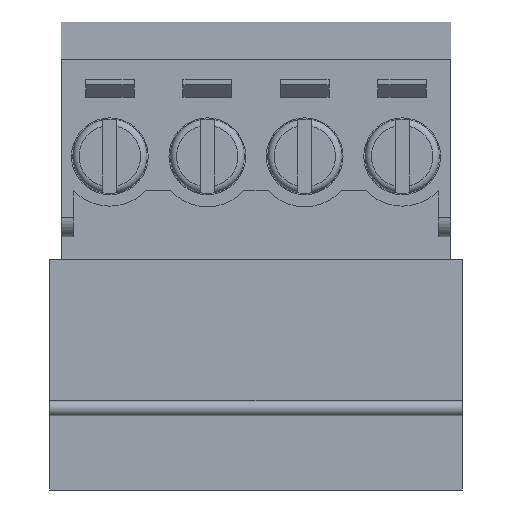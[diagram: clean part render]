
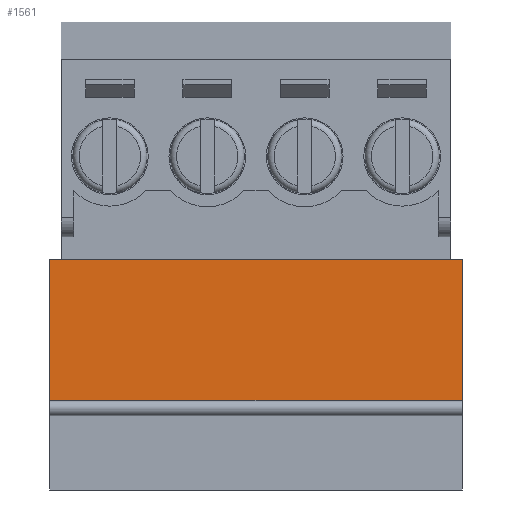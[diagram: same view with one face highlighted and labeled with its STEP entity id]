
A CAD part, front view. The second image highlights one B-rep face of the part: STEP entity #1561.
In plain terms, the highlighted planar face has unit normal (0, -1, 0).
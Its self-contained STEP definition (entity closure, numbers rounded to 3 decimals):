
#1561 = ADVANCED_FACE( '', ( #3155 ), #3156, .F. );
#3155 = FACE_OUTER_BOUND( '', #4771, .T. );
#3156 = PLANE( '', #4772 );
#4771 = EDGE_LOOP( '', ( #9049, #9050, #9051, #9052 ) );
#4772 = AXIS2_PLACEMENT_3D( '', #9053, #9054, #9055 );
#9049 = ORIENTED_EDGE( '', *, *, #10804, .T. );
#9050 = ORIENTED_EDGE( '', *, *, #11391, .T. );
#9051 = ORIENTED_EDGE( '', *, *, #10570, .F. );
#9052 = ORIENTED_EDGE( '', *, *, #10766, .T. );
#9053 = CARTESIAN_POINT( '', ( 8.06, -4.1, -1.3 ) );
#9054 = DIRECTION( '', ( 0., 1., 0. ) );
#9055 = DIRECTION( '', ( 0., 0., 1. ) );
#10570 = EDGE_CURVE( '', #13005, #13006, #13007, .T. );
#10766 = EDGE_CURVE( '', #13005, #13300, #13302, .T. );
#10804 = EDGE_CURVE( '', #13300, #13355, #13357, .T. );
#11391 = EDGE_CURVE( '', #13355, #13006, #14139, .T. );
#13005 = VERTEX_POINT( '', #16410 );
#13006 = VERTEX_POINT( '', #16411 );
#13007 = LINE( '', #16412, #16413 );
#13300 = VERTEX_POINT( '', #16845 );
#13302 = LINE( '', #16848, #16849 );
#13355 = VERTEX_POINT( '', #16926 );
#13357 = LINE( '', #16928, #16929 );
#14139 = LINE( '', #18091, #18092 );
#16410 = CARTESIAN_POINT( '', ( 8.06, -4.1, -1.3 ) );
#16411 = CARTESIAN_POINT( '', ( 8.06, -4.1, -6.8 ) );
#16412 = CARTESIAN_POINT( '', ( 8.06, -4.1, -1.3 ) );
#16413 = VECTOR( '', #19160, 1000. );
#16845 = CARTESIAN_POINT( '', ( -8.06, -4.1, -1.3 ) );
#16848 = CARTESIAN_POINT( '', ( 8.06, -4.1, -1.3 ) );
#16849 = VECTOR( '', #19346, 1000. );
#16926 = CARTESIAN_POINT( '', ( -8.06, -4.1, -6.8 ) );
#16928 = CARTESIAN_POINT( '', ( -8.06, -4.1, -1.3 ) );
#16929 = VECTOR( '', #19383, 1000. );
#18091 = CARTESIAN_POINT( '', ( -8.06, -4.1, -6.8 ) );
#18092 = VECTOR( '', #19880, 1000. );
#19160 = DIRECTION( '', ( 0., 0., -1. ) );
#19346 = DIRECTION( '', ( -1., 0., 0. ) );
#19383 = DIRECTION( '', ( 0., 0., -1. ) );
#19880 = DIRECTION( '', ( 1., 0., 0. ) );
